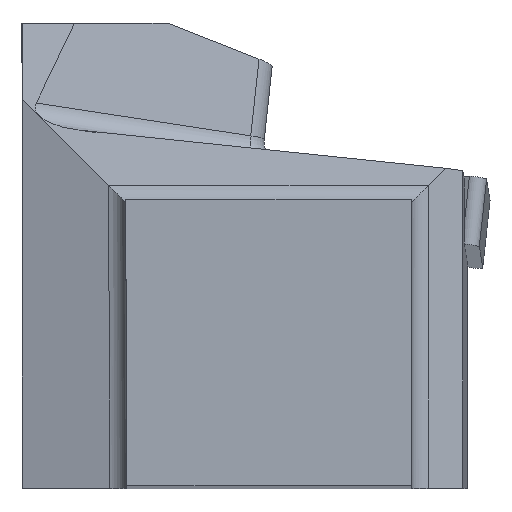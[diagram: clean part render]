
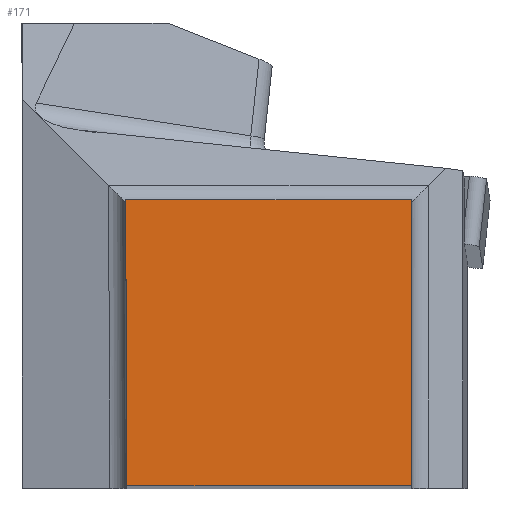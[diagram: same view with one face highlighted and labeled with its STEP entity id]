
A CAD part, top view. The second image highlights one B-rep face of the part: STEP entity #171.
In plain terms, the highlighted planar face has unit normal (0, 0, 1).
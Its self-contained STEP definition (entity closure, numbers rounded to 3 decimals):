
#130=FACE_OUTER_BOUND('',#418,.T.);
#171=ADVANCED_FACE('SHANK_FACE_BACK',(#130),#210,.F.);
#210=PLANE('',#947);
#276=LINE('',#1382,#357);
#277=LINE('',#1385,#358);
#278=LINE('',#1387,#359);
#279=LINE('',#1389,#360);
#357=VECTOR('',#1111,1.);
#358=VECTOR('',#1112,1.);
#359=VECTOR('',#1113,1.);
#360=VECTOR('',#1114,1.);
#418=EDGE_LOOP('',(#540,#541,#542,#543));
#540=ORIENTED_EDGE('',*,*,#790,.F.);
#541=ORIENTED_EDGE('',*,*,#791,.T.);
#542=ORIENTED_EDGE('',*,*,#792,.T.);
#543=ORIENTED_EDGE('',*,*,#793,.F.);
#705=VERTEX_POINT('',#1383);
#706=VERTEX_POINT('',#1384);
#707=VERTEX_POINT('',#1386);
#708=VERTEX_POINT('',#1388);
#790=EDGE_CURVE('',#705,#706,#276,.T.);
#791=EDGE_CURVE('',#705,#707,#277,.T.);
#792=EDGE_CURVE('',#707,#708,#278,.T.);
#793=EDGE_CURVE('',#706,#708,#279,.T.);
#947=AXIS2_PLACEMENT_3D('',#1390,#1115,#1116);
#1111=DIRECTION('',(-0.004,1.,0.));
#1112=DIRECTION('',(1.,0.,0.));
#1113=DIRECTION('',(0.,1.,0.));
#1114=DIRECTION('',(1.,0.,0.));
#1115=DIRECTION('',(0.,0.,-1.));
#1116=DIRECTION('',(-0.994,0.106,0.));
#1382=CARTESIAN_POINT('',(0.689,-137.944,0.));
#1383=CARTESIAN_POINT('',(0.087,0.,0.));
#1384=CARTESIAN_POINT('',(0.,19.875,0.));
#1385=CARTESIAN_POINT('',(-8.927,0.,0.));
#1386=CARTESIAN_POINT('',(19.875,0.,0.));
#1387=CARTESIAN_POINT('',(19.875,-6.494,0.));
#1388=CARTESIAN_POINT('',(19.875,19.875,0.));
#1389=CARTESIAN_POINT('',(-8.927,19.875,0.));
#1390=CARTESIAN_POINT('',(0.,0.,
0.));
